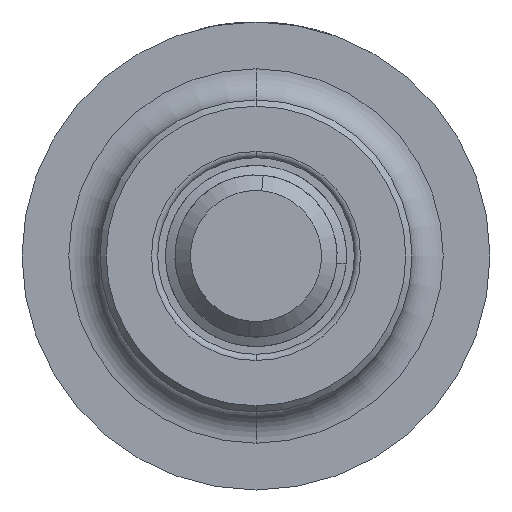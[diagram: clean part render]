
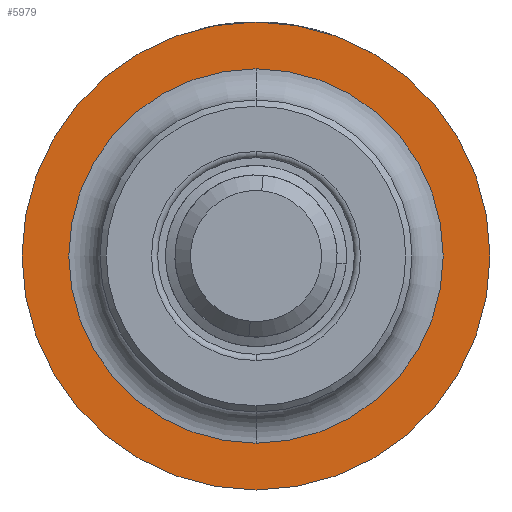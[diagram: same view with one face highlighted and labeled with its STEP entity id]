
A CAD part, front view. The second image highlights one B-rep face of the part: STEP entity #5979.
In plain terms, the highlighted planar face has unit normal (0, -1, 0).
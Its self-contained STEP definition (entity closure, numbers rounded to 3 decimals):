
#192 = DIRECTION ( 'NONE',  ( 0., 0., -1. ) ) ;
#508 = VERTEX_POINT ( 'NONE', #2264 ) ;
#847 = FACE_OUTER_BOUND ( 'NONE', #1653, .T. ) ;
#897 = DIRECTION ( 'NONE',  ( 0., 0., -1. ) ) ;
#972 = ORIENTED_EDGE ( 'NONE', *, *, #1418, .T. ) ;
#1063 = CARTESIAN_POINT ( 'NONE',  ( 0., 12.42, -7.5 ) ) ;
#1084 = DIRECTION ( 'NONE',  ( 0., 0., -1. ) ) ;
#1086 = VERTEX_POINT ( 'NONE', #3408 ) ;
#1150 = EDGE_CURVE ( 'NONE', #6608, #6416, #6630, .T. ) ;
#1252 = AXIS2_PLACEMENT_3D ( 'NONE', #5143, #1524, #5115 ) ;
#1385 = CARTESIAN_POINT ( 'NONE',  ( 0., 12.42, 7.5 ) ) ;
#1400 = CIRCLE ( 'NONE', #6347, 6. ) ;
#1418 = EDGE_CURVE ( 'NONE', #6416, #6608, #3200, .T. ) ;
#1524 = DIRECTION ( 'NONE',  ( 0., -1., 0. ) ) ;
#1600 = ORIENTED_EDGE ( 'NONE', *, *, #1150, .T. ) ;
#1653 = EDGE_LOOP ( 'NONE', ( #1600, #972 ) ) ;
#2147 = FACE_BOUND ( 'NONE', #2516, .T. ) ;
#2237 = CARTESIAN_POINT ( 'NONE',  ( 0., 12.42, 0. ) ) ;
#2264 = CARTESIAN_POINT ( 'NONE',  ( 0., 12.42, -6. ) ) ;
#2404 = DIRECTION ( 'NONE',  ( 0., -1., 0. ) ) ;
#2515 = AXIS2_PLACEMENT_3D ( 'NONE', #2839, #6481, #3367 ) ;
#2516 = EDGE_LOOP ( 'NONE', ( #5596, #5486 ) ) ;
#2550 = EDGE_CURVE ( 'NONE', #508, #1086, #1400, .T. ) ;
#2800 = DIRECTION ( 'NONE',  ( 0., -1., 0. ) ) ;
#2839 = CARTESIAN_POINT ( 'NONE',  ( 0., 12.42, 0. ) ) ;
#3169 = AXIS2_PLACEMENT_3D ( 'NONE', #6281, #3179, #1084 ) ;
#3179 = DIRECTION ( 'NONE',  ( 0., -1., 0. ) ) ;
#3200 = CIRCLE ( 'NONE', #1252, 7.5 ) ;
#3367 = DIRECTION ( 'NONE',  ( 0., 0., -1. ) ) ;
#3408 = CARTESIAN_POINT ( 'NONE',  ( 0., 12.42, 6. ) ) ;
#3454 = PLANE ( 'NONE',  #4124 ) ;
#3551 = CARTESIAN_POINT ( 'NONE',  ( 6., 12.42, 0. ) ) ;
#4124 = AXIS2_PLACEMENT_3D ( 'NONE', #3551, #2404, #897 ) ;
#4161 = CIRCLE ( 'NONE', #3169, 6. ) ;
#5115 = DIRECTION ( 'NONE',  ( 0., 0., -1. ) ) ;
#5143 = CARTESIAN_POINT ( 'NONE',  ( 0., 12.42, 0. ) ) ;
#5486 = ORIENTED_EDGE ( 'NONE', *, *, #6741, .F. ) ;
#5596 = ORIENTED_EDGE ( 'NONE', *, *, #2550, .F. ) ;
#5979 = ADVANCED_FACE ( 'NONE', ( #847, #2147 ), #3454, .T. ) ;
#6281 = CARTESIAN_POINT ( 'NONE',  ( 0., 12.42, 0. ) ) ;
#6347 = AXIS2_PLACEMENT_3D ( 'NONE', #2237, #2800, #192 ) ;
#6416 = VERTEX_POINT ( 'NONE', #1385 ) ;
#6481 = DIRECTION ( 'NONE',  ( 0., -1., 0. ) ) ;
#6608 = VERTEX_POINT ( 'NONE', #1063 ) ;
#6630 = CIRCLE ( 'NONE', #2515, 7.5 ) ;
#6741 = EDGE_CURVE ( 'NONE', #1086, #508, #4161, .T. ) ;
